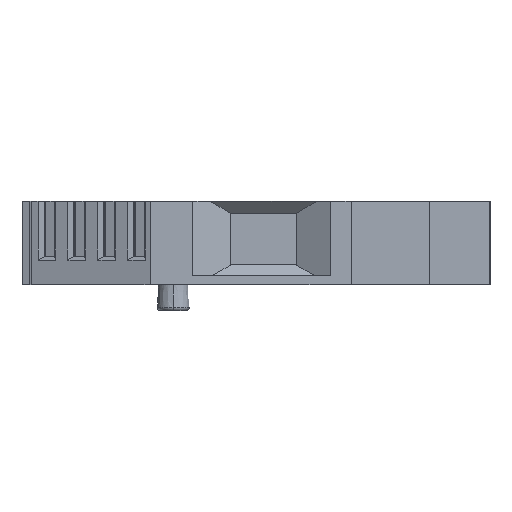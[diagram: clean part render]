
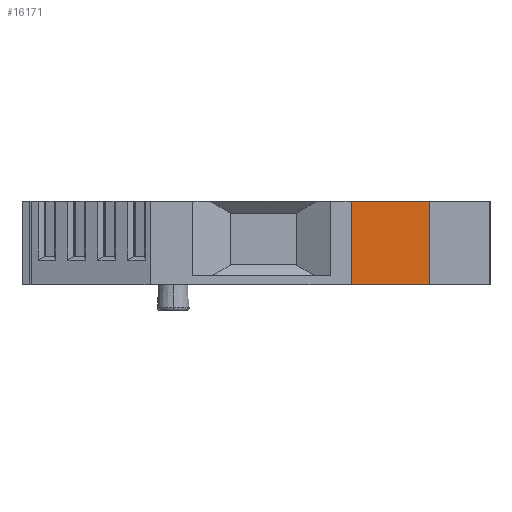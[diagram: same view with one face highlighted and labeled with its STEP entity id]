
A CAD part, left-side view. The second image highlights one B-rep face of the part: STEP entity #16171.
In plain terms, the highlighted planar face has unit normal (-1, 0, 0).
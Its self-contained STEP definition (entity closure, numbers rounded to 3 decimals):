
#33 = PLANE('',#34);
#34 = AXIS2_PLACEMENT_3D('',#35,#36,#37);
#35 = CARTESIAN_POINT('',(0.,43.25,8.1));
#36 = DIRECTION('',(0.,0.,1.));
#37 = DIRECTION('',(1.,0.,0.));
#678 = VERTEX_POINT('',#679);
#679 = CARTESIAN_POINT('',(-29.,1.25,8.1));
#693 = PLANE('',#694);
#694 = AXIS2_PLACEMENT_3D('',#695,#696,#697);
#695 = CARTESIAN_POINT('',(-34.557,1.25,8.1));
#696 = DIRECTION('',(0.,-1.,0.));
#697 = DIRECTION('',(1.,0.,0.));
#705 = EDGE_CURVE('',#678,#706,#708,.T.);
#706 = VERTEX_POINT('',#707);
#707 = CARTESIAN_POINT('',(-29.,11.25,8.1));
#708 = SURFACE_CURVE('',#709,(#713,#720),.PCURVE_S1.);
#709 = LINE('',#710,#711);
#710 = CARTESIAN_POINT('',(-29.,1.25,8.1));
#711 = VECTOR('',#712,1.);
#712 = DIRECTION('',(0.,1.,0.));
#713 = PCURVE('',#33,#714);
#714 = DEFINITIONAL_REPRESENTATION('',(#715),#719);
#715 = LINE('',#716,#717);
#716 = CARTESIAN_POINT('',(-29.,-42.));
#717 = VECTOR('',#718,1.);
#718 = DIRECTION('',(0.,1.));
#719 = ( GEOMETRIC_REPRESENTATION_CONTEXT(2) 
PARAMETRIC_REPRESENTATION_CONTEXT() REPRESENTATION_CONTEXT('2D SPACE',''
  ) );
#720 = PCURVE('',#721,#726);
#721 = PLANE('',#722);
#722 = AXIS2_PLACEMENT_3D('',#723,#724,#725);
#723 = CARTESIAN_POINT('',(-29.,1.25,8.1));
#724 = DIRECTION('',(1.,0.,0.));
#725 = DIRECTION('',(0.,1.,0.));
#726 = DEFINITIONAL_REPRESENTATION('',(#727),#731);
#727 = LINE('',#728,#729);
#728 = CARTESIAN_POINT('',(0.,0.));
#729 = VECTOR('',#730,1.);
#730 = DIRECTION('',(1.,0.));
#731 = ( GEOMETRIC_REPRESENTATION_CONTEXT(2) 
PARAMETRIC_REPRESENTATION_CONTEXT() REPRESENTATION_CONTEXT('2D SPACE',''
  ) );
#749 = PLANE('',#750);
#750 = AXIS2_PLACEMENT_3D('',#751,#752,#753);
#751 = CARTESIAN_POINT('',(-29.,11.25,8.1));
#752 = DIRECTION('',(0.,1.,0.));
#753 = DIRECTION('',(-1.,0.,0.));
#6297 = PLANE('',#6298);
#6298 = AXIS2_PLACEMENT_3D('',#6299,#6300,#6301);
#6299 = CARTESIAN_POINT('',(0.,43.25,0.));
#6300 = DIRECTION('',(0.,0.,1.));
#6301 = DIRECTION('',(1.,0.,0.));
#14223 = VERTEX_POINT('',#14224);
#14224 = CARTESIAN_POINT('',(-29.,11.25,0.));
#14245 = EDGE_CURVE('',#14246,#14223,#14248,.T.);
#14246 = VERTEX_POINT('',#14247);
#14247 = CARTESIAN_POINT('',(-29.,1.25,0.));
#14248 = SURFACE_CURVE('',#14249,(#14253,#14260),.PCURVE_S1.);
#14249 = LINE('',#14250,#14251);
#14250 = CARTESIAN_POINT('',(-29.,1.25,0.));
#14251 = VECTOR('',#14252,1.);
#14252 = DIRECTION('',(0.,1.,0.));
#14253 = PCURVE('',#6297,#14254);
#14254 = DEFINITIONAL_REPRESENTATION('',(#14255),#14259);
#14255 = LINE('',#14256,#14257);
#14256 = CARTESIAN_POINT('',(-29.,-42.));
#14257 = VECTOR('',#14258,1.);
#14258 = DIRECTION('',(0.,1.));
#14259 = ( GEOMETRIC_REPRESENTATION_CONTEXT(2) 
PARAMETRIC_REPRESENTATION_CONTEXT() REPRESENTATION_CONTEXT('2D SPACE',''
  ) );
#14260 = PCURVE('',#721,#14261);
#14261 = DEFINITIONAL_REPRESENTATION('',(#14262),#14266);
#14262 = LINE('',#14263,#14264);
#14263 = CARTESIAN_POINT('',(0.,-8.1));
#14264 = VECTOR('',#14265,1.);
#14265 = DIRECTION('',(1.,0.));
#14266 = ( GEOMETRIC_REPRESENTATION_CONTEXT(2) 
PARAMETRIC_REPRESENTATION_CONTEXT() REPRESENTATION_CONTEXT('2D SPACE',''
  ) );
#16149 = EDGE_CURVE('',#706,#14223,#16150,.T.);
#16150 = SURFACE_CURVE('',#16151,(#16155,#16162),.PCURVE_S1.);
#16151 = LINE('',#16152,#16153);
#16152 = CARTESIAN_POINT('',(-29.,11.25,8.1));
#16153 = VECTOR('',#16154,1.);
#16154 = DIRECTION('',(0.,0.,-1.));
#16155 = PCURVE('',#749,#16156);
#16156 = DEFINITIONAL_REPRESENTATION('',(#16157),#16161);
#16157 = LINE('',#16158,#16159);
#16158 = CARTESIAN_POINT('',(0.,0.));
#16159 = VECTOR('',#16160,1.);
#16160 = DIRECTION('',(0.,-1.));
#16161 = ( GEOMETRIC_REPRESENTATION_CONTEXT(2) 
PARAMETRIC_REPRESENTATION_CONTEXT() REPRESENTATION_CONTEXT('2D SPACE',''
  ) );
#16162 = PCURVE('',#721,#16163);
#16163 = DEFINITIONAL_REPRESENTATION('',(#16164),#16168);
#16164 = LINE('',#16165,#16166);
#16165 = CARTESIAN_POINT('',(10.,0.));
#16166 = VECTOR('',#16167,1.);
#16167 = DIRECTION('',(0.,-1.));
#16168 = ( GEOMETRIC_REPRESENTATION_CONTEXT(2) 
PARAMETRIC_REPRESENTATION_CONTEXT() REPRESENTATION_CONTEXT('2D SPACE',''
  ) );
#16171 = ADVANCED_FACE('',(#16172),#721,.F.);
#16172 = FACE_BOUND('',#16173,.F.);
#16173 = EDGE_LOOP('',(#16174,#16175,#16196,#16197));
#16174 = ORIENTED_EDGE('',*,*,#705,.F.);
#16175 = ORIENTED_EDGE('',*,*,#16176,.T.);
#16176 = EDGE_CURVE('',#678,#14246,#16177,.T.);
#16177 = SURFACE_CURVE('',#16178,(#16182,#16189),.PCURVE_S1.);
#16178 = LINE('',#16179,#16180);
#16179 = CARTESIAN_POINT('',(-29.,1.25,8.1));
#16180 = VECTOR('',#16181,1.);
#16181 = DIRECTION('',(0.,0.,-1.));
#16182 = PCURVE('',#721,#16183);
#16183 = DEFINITIONAL_REPRESENTATION('',(#16184),#16188);
#16184 = LINE('',#16185,#16186);
#16185 = CARTESIAN_POINT('',(0.,0.));
#16186 = VECTOR('',#16187,1.);
#16187 = DIRECTION('',(0.,-1.));
#16188 = ( GEOMETRIC_REPRESENTATION_CONTEXT(2) 
PARAMETRIC_REPRESENTATION_CONTEXT() REPRESENTATION_CONTEXT('2D SPACE',''
  ) );
#16189 = PCURVE('',#693,#16190);
#16190 = DEFINITIONAL_REPRESENTATION('',(#16191),#16195);
#16191 = LINE('',#16192,#16193);
#16192 = CARTESIAN_POINT('',(5.557,0.));
#16193 = VECTOR('',#16194,1.);
#16194 = DIRECTION('',(0.,-1.));
#16195 = ( GEOMETRIC_REPRESENTATION_CONTEXT(2) 
PARAMETRIC_REPRESENTATION_CONTEXT() REPRESENTATION_CONTEXT('2D SPACE',''
  ) );
#16196 = ORIENTED_EDGE('',*,*,#14245,.T.);
#16197 = ORIENTED_EDGE('',*,*,#16149,.F.);
